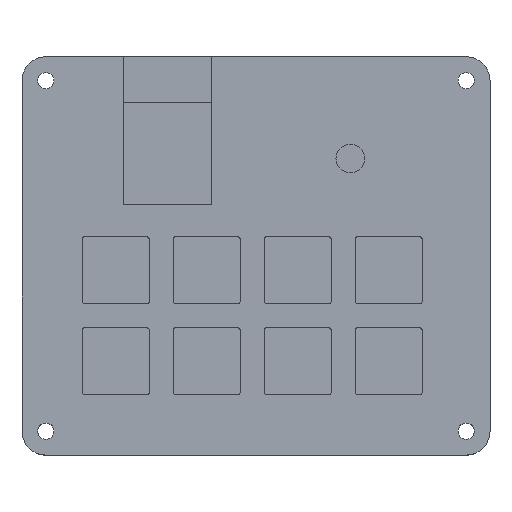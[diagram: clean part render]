
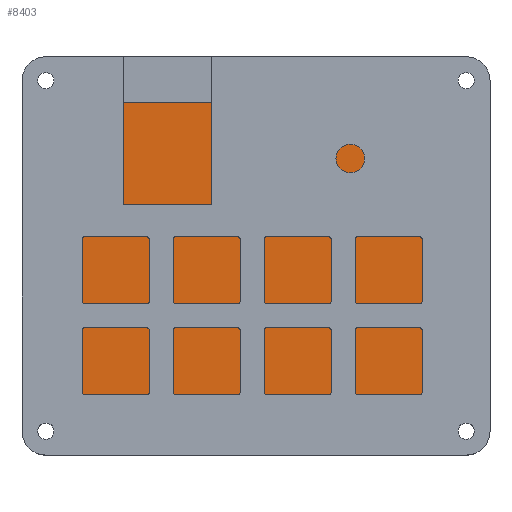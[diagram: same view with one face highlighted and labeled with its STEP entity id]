
A CAD part, top view. The second image highlights one B-rep face of the part: STEP entity #8403.
In plain terms, the highlighted planar face has unit normal (0, 0, 1).
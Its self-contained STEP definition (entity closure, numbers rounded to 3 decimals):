
#1162=FACE_OUTER_BOUND('',#1644,.T.);
#1644=EDGE_LOOP('',(#7298,#7299,#7300,#7301));
#2358=LINE('',#15579,#3118);
#2360=LINE('',#15584,#3120);
#2361=LINE('',#15585,#3121);
#2362=LINE('',#15586,#3122);
#3118=VECTOR('',#9839,10.);
#3120=VECTOR('',#9843,10.);
#3121=VECTOR('',#9844,10.);
#3122=VECTOR('',#9845,10.);
#3948=VERTEX_POINT('',#15576);
#3949=VERTEX_POINT('',#15578);
#3950=VERTEX_POINT('',#15582);
#3951=VERTEX_POINT('',#15583);
#5098=EDGE_CURVE('',#3948,#3949,#2358,.T.);
#5100=EDGE_CURVE('',#3950,#3951,#2360,.T.);
#5101=EDGE_CURVE('',#3949,#3950,#2361,.T.);
#5102=EDGE_CURVE('',#3951,#3948,#2362,.T.);
#7298=ORIENTED_EDGE('',*,*,#5100,.F.);
#7299=ORIENTED_EDGE('',*,*,#5101,.F.);
#7300=ORIENTED_EDGE('',*,*,#5098,.F.);
#7301=ORIENTED_EDGE('',*,*,#5102,.F.);
#8004=PLANE('',#8706);
#8403=ADVANCED_FACE('',(#1162),#8004,.T.);
#8706=AXIS2_PLACEMENT_3D('',#15581,#9841,#9842);
#9839=DIRECTION('',(1.,0.,0.));
#9841=DIRECTION('center_axis',(0.,0.,1.));
#9842=DIRECTION('ref_axis',(1.,0.,0.));
#9843=DIRECTION('',(-1.,0.,0.));
#9844=DIRECTION('',(0.,-1.,0.));
#9845=DIRECTION('',(0.,1.,0.));
#15576=CARTESIAN_POINT('',(-50.,50.,3.));
#15578=CARTESIAN_POINT('',(29.,50.,3.));
#15579=CARTESIAN_POINT('',(-30.25,50.,3.));
#15581=CARTESIAN_POINT('Origin',(-10.5,17.8,3.));
#15582=CARTESIAN_POINT('',(29.,-14.4,3.));
#15583=CARTESIAN_POINT('',(-50.,-14.4,3.));
#15584=CARTESIAN_POINT('',(9.25,-14.4,3.));
#15585=CARTESIAN_POINT('',(29.,33.9,3.));
#15586=CARTESIAN_POINT('',(-50.,1.7,3.));
